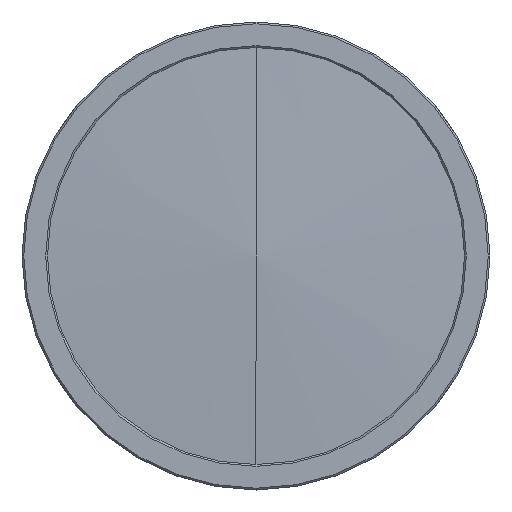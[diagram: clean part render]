
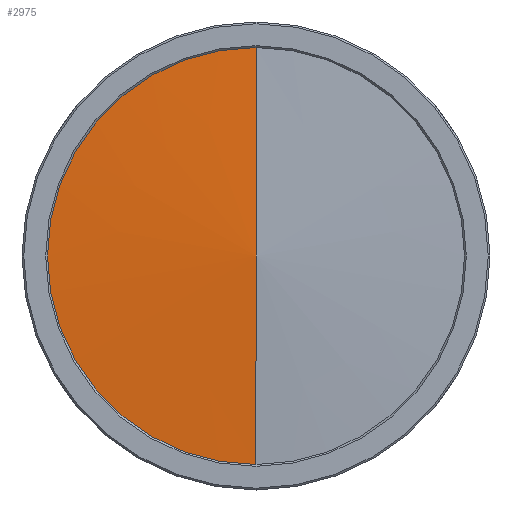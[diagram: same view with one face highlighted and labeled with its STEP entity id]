
A CAD part, left-side view. The second image highlights one B-rep face of the part: STEP entity #2975.
In plain terms, the highlighted conical face has half-angle 86.981 degrees and reference radius 36.531 mm.
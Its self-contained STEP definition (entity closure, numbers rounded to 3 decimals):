
#189 = DIRECTION ( 'NONE',  ( 0., 0., -1. ) ) ;
#215 = VECTOR ( 'NONE', #1125, 1000. ) ;
#431 = VERTEX_POINT ( 'NONE', #2248 ) ;
#440 = VECTOR ( 'NONE', #2049, 1000. ) ;
#447 = AXIS2_PLACEMENT_3D ( 'NONE', #2105, #673, #3220 ) ;
#453 = DIRECTION ( 'NONE',  ( 1., 0., 0. ) ) ;
#673 = DIRECTION ( 'NONE',  ( 1., 0., 0. ) ) ;
#699 = VERTEX_POINT ( 'NONE', #2011 ) ;
#1125 = DIRECTION ( 'NONE',  ( 0.053, 0., 0.999 ) ) ;
#1197 = LINE ( 'NONE', #2550, #440 ) ;
#1407 = CONICAL_SURFACE ( 'NONE', #1885, 36.531, 1.518 ) ;
#1414 = CARTESIAN_POINT ( 'NONE',  ( 1.926, 0., 36.531 ) ) ;
#1603 = EDGE_LOOP ( 'NONE', ( #3555, #2685, #3499 ) ) ;
#1848 = VERTEX_POINT ( 'NONE', #2207 ) ;
#1885 = AXIS2_PLACEMENT_3D ( 'NONE', #3315, #453, #189 ) ;
#1917 = EDGE_CURVE ( 'NONE', #431, #699, #3042, .T. ) ;
#2011 = CARTESIAN_POINT ( 'NONE',  ( 1.833, 0., 34.75 ) ) ;
#2049 = DIRECTION ( 'NONE',  ( 0.053, 0., -0.999 ) ) ;
#2105 = CARTESIAN_POINT ( 'NONE',  ( 1.833, 0., 0. ) ) ;
#2207 = CARTESIAN_POINT ( 'NONE',  ( 0., 0., 0. ) ) ;
#2248 = CARTESIAN_POINT ( 'NONE',  ( 1.833, 0., -34.75 ) ) ;
#2455 = EDGE_CURVE ( 'NONE', #1848, #431, #1197, .T. ) ;
#2550 = CARTESIAN_POINT ( 'NONE',  ( 1.926, 0., -36.531 ) ) ;
#2685 = ORIENTED_EDGE ( 'NONE', *, *, #3269, .T. ) ;
#2975 = ADVANCED_FACE ( 'NONE', ( #3469 ), #1407, .T. ) ;
#3042 = CIRCLE ( 'NONE', #447, 34.75 ) ;
#3220 = DIRECTION ( 'NONE',  ( 0., 0., -1. ) ) ;
#3269 = EDGE_CURVE ( 'NONE', #1848, #699, #3415, .T. ) ;
#3315 = CARTESIAN_POINT ( 'NONE',  ( 1.926, 0., 0. ) ) ;
#3415 = LINE ( 'NONE', #1414, #215 ) ;
#3469 = FACE_OUTER_BOUND ( 'NONE', #1603, .T. ) ;
#3499 = ORIENTED_EDGE ( 'NONE', *, *, #1917, .F. ) ;
#3555 = ORIENTED_EDGE ( 'NONE', *, *, #2455, .F. ) ;
